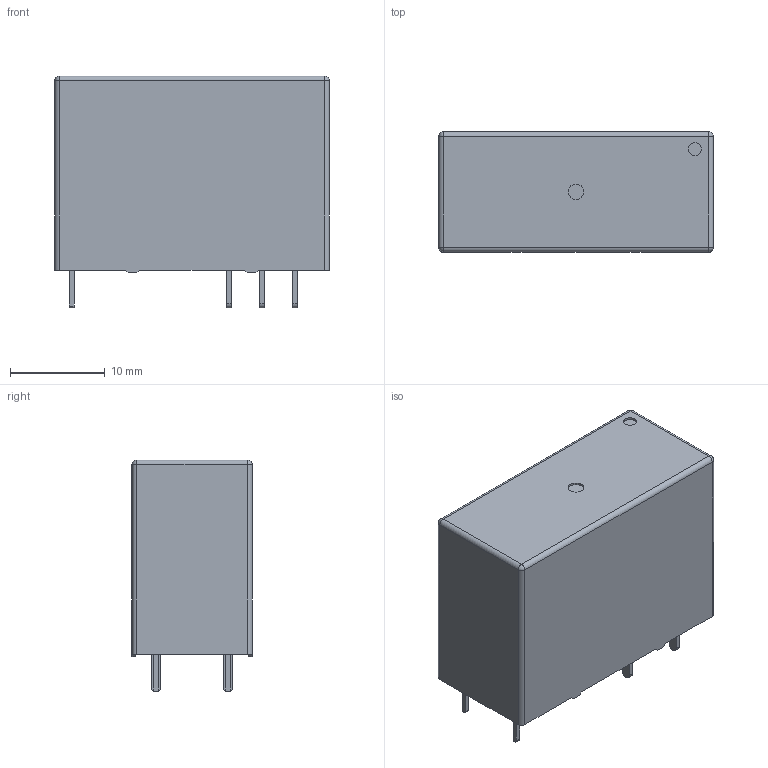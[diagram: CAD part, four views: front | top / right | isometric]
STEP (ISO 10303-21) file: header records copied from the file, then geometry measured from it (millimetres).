
FILE_DESCRIPTION (( 'STEP AP214' ), '1' );
FILE_NAME ('RELAYS-TH_HF14F-DCXX-SX-XX.step', '2022-07-09T14:28:26', ( '' ), ( '' ), 'SwSTEP 2.0', 'SolidWorks 2020', '' );
FILE_SCHEMA (( 'AUTOMOTIVE_DESIGN' ));
Length unit declared in the file: millimetre
Products named in the file (1): RELAYS-TH_HF14F-DCXX-SX-XX
Bounding box: 29 x 12.71 x 24.5 mm (x, y, z)
Volume: 7549 mm3; surface area: 2469.3 mm2
Topology: 1 solids, 1 shells, 355 faces, 952 edges, 628 vertices
Faces by surface type: plane 217, bspline 112, cylinder 22, sphere 4
Entity records: 15749 total; most frequent: CARTESIAN_POINT 4036, ORIENTED_EDGE 1896, DIRECTION 1252, EDGE_CURVE 948, LINE 676, VECTOR 676, VERTEX_POINT 628, EDGE_LOOP 388
